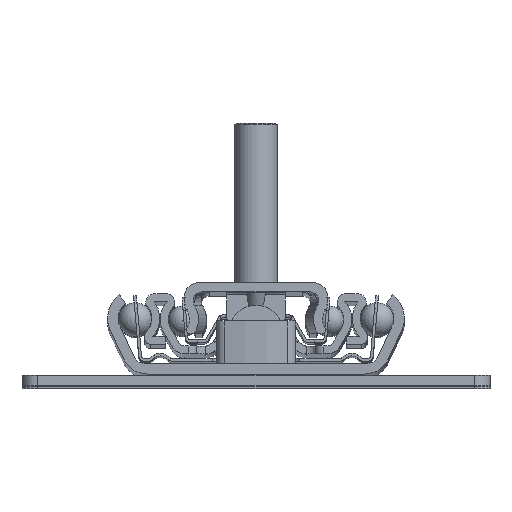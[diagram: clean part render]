
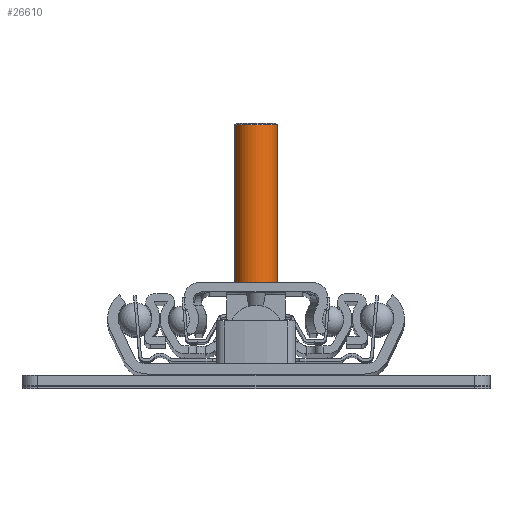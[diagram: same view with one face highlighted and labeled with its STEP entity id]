
A CAD part, top view. The second image highlights one B-rep face of the part: STEP entity #26610.
In plain terms, the highlighted cylindrical face has radius 4 mm (diameter 8 mm), a full revolution.
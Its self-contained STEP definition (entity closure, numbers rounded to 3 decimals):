
#6300=CYLINDRICAL_SURFACE('',#31701,4.);
#6547=FACE_BOUND('',#9611,.T.);
#7966=FACE_OUTER_BOUND('',#9610,.T.);
#9610=EDGE_LOOP('',(#24418));
#9611=EDGE_LOOP('',(#24419));
#12326=VERTEX_POINT('',#49502);
#12328=VERTEX_POINT('',#49507);
#16358=EDGE_CURVE('',#12326,#12326,#28119,.T.);
#16360=EDGE_CURVE('',#12328,#12328,#28121,.T.);
#24418=ORIENTED_EDGE('',*,*,#16360,.F.);
#24419=ORIENTED_EDGE('',*,*,#16358,.T.);
#26610=ADVANCED_FACE('',(#7966,#6547),#6300,.T.);
#28119=CIRCLE('',#31699,4.);
#28121=CIRCLE('',#31702,4.);
#31699=AXIS2_PLACEMENT_3D('',#49503,#40194,#40195);
#31701=AXIS2_PLACEMENT_3D('',#49506,#40198,#40199);
#31702=AXIS2_PLACEMENT_3D('',#49508,#40200,#40201);
#40194=DIRECTION('center_axis',(0.,-1.,0.));
#40195=DIRECTION('ref_axis',(1.,0.,0.));
#40198=DIRECTION('center_axis',(0.,-1.,0.));
#40199=DIRECTION('ref_axis',(1.,0.,0.));
#40200=DIRECTION('center_axis',(0.,-1.,0.));
#40201=DIRECTION('ref_axis',(1.,0.,0.));
#49502=CARTESIAN_POINT('',(4.,-0.3,0.));
#49503=CARTESIAN_POINT('Origin',(0.,-0.3,
0.));
#49506=CARTESIAN_POINT('Origin',(0.,-15.15,0.));
#49507=CARTESIAN_POINT('',(4.,-30.,0.));
#49508=CARTESIAN_POINT('Origin',(0.,-30.,0.));
